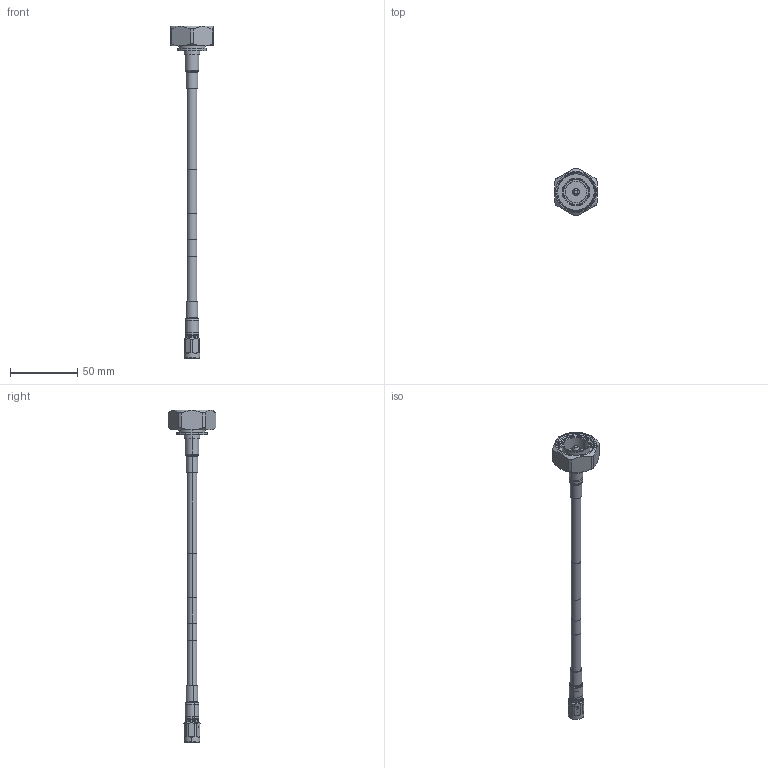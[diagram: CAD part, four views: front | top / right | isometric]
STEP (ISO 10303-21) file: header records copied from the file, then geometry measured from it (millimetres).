
FILE_DESCRIPTION (( 'STEP AP214' ), '1' );
FILE_NAME ('FMCA1921_3D.step', '2025-07-24T19:22:45', ( '' ), ( '' ), 'SwSTEP 2.0', 'SolidWorks 2022', '' );
FILE_SCHEMA (( 'AUTOMOTIVE_DESIGN' ));
Length unit declared in the file: inch
Products named in the file (5): HeatShrink_CA-300_3; TC-250-NX10M-LP-LC; TC-250-716M-LP; FMCA1921_3D; spp-250-llpl_WITH LABEL & PIM
Assembly tree (5 placements, depth 2):
  FMCA1921_3D
    spp-250-llpl_WITH LABEL & PIM
    HeatShrink_CA-300_3  x2
    TC-250-716M-LP
    TC-250-NX10M-LP-LC
Bounding box: 31.75 x 35.58 x 246.89 mm (x, y, z)
Volume: 18702.5 mm3; surface area: 16910.5 mm2
Topology: 5 solids, 6 shells, 357 faces, 814 edges, 504 vertices
Faces by surface type: cylinder 140, plane 93, cone 83, torus 38, bspline 3
Entity records: 11385 total; most frequent: CARTESIAN_POINT 3447, DIRECTION 1684, ORIENTED_EDGE 1540, EDGE_CURVE 770, AXIS2_PLACEMENT_3D 701, VERTEX_POINT 480, EDGE_LOOP 374, CIRCLE 361
